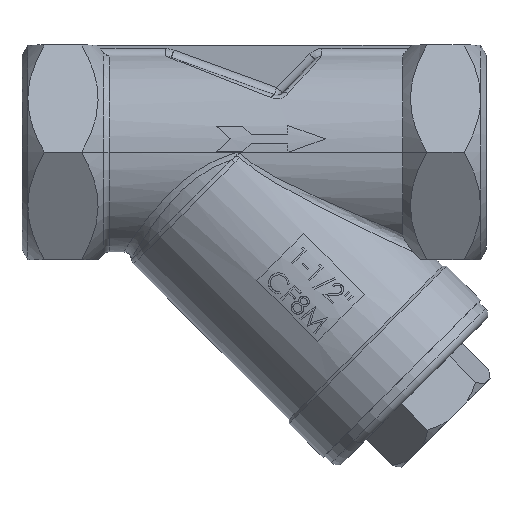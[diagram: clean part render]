
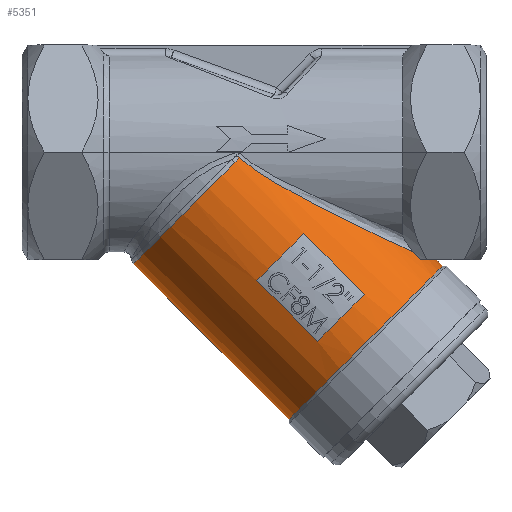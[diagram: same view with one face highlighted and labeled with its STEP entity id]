
A CAD part, top view. The second image highlights one B-rep face of the part: STEP entity #5351.
In plain terms, the highlighted cylindrical face has radius 27.75 mm (diameter 55.5 mm), a partial arc.
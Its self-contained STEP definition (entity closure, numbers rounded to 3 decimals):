
#25=(
BOUNDED_CURVE()
B_SPLINE_CURVE(3,(#14598,#14599,#14600,#14601),.UNSPECIFIED.,.F.,.F.)
B_SPLINE_CURVE_WITH_KNOTS((4,4),(2.688,3.142),
 .UNSPECIFIED.)
CURVE()
GEOMETRIC_REPRESENTATION_ITEM()
RATIONAL_B_SPLINE_CURVE((1.,0.983,0.983,1.))
REPRESENTATION_ITEM('')
);
#150=B_SPLINE_CURVE_WITH_KNOTS('',3,(#7304,#7305,#7306,#7307,#7308,#7309,
#7310,#7311),.UNSPECIFIED.,.F.,.F.,(4,2,2,4),(0.,0.,
0.001,0.002),.UNSPECIFIED.);
#195=B_SPLINE_CURVE_WITH_KNOTS('',3,(#11139,#11140,#11141,#11142,#11143,
#11144,#11145,#11146,#11147,#11148,#11149,#11150,#11151,#11152,#11153,#11154,
#11155,#11156,#11157,#11158,#11159,#11160,#11161,#11162,#11163,#11164,#11165,
#11166,#11167,#11168,#11169,#11170,#11171,#11172,#11173,#11174,#11175,#11176,
#11177,#11178,#11179),.UNSPECIFIED.,.F.,.F.,(4,1,1,1,1,1,1,1,1,1,1,1,1,
1,1,1,1,1,1,1,1,1,1,1,1,1,1,1,1,1,1,1,1,1,1,1,1,1,4),(0.,0.063,0.125,0.156,
0.188,0.219,0.234,0.242,0.25,0.258,0.266,0.281,0.313,
0.344,0.375,0.438,0.469,0.5,0.531,0.563,0.594,0.625,0.656,0.688,
0.719,0.734,0.75,0.766,0.781,0.797,0.813,0.828,0.844,
0.852,0.859,0.875,0.906,0.938,1.),.UNSPECIFIED.);
#431=B_SPLINE_CURVE_WITH_KNOTS('',3,(#15279,#15280,#15281,#15282),
 .UNSPECIFIED.,.F.,.F.,(4,4),(0.004,0.007),
 .UNSPECIFIED.);
#499=CYLINDRICAL_SURFACE('',#5759,27.75);
#663=CIRCLE('',#5477,27.75);
#724=CIRCLE('',#5644,27.75);
#726=CIRCLE('',#5647,27.75);
#767=CIRCLE('',#5760,27.75);
#2249=ORIENTED_EDGE('',*,*,#3141,.T.);
#2250=ORIENTED_EDGE('',*,*,#3115,.T.);
#2251=ORIENTED_EDGE('',*,*,#3050,.F.);
#2252=ORIENTED_EDGE('',*,*,#3110,.F.);
#2253=ORIENTED_EDGE('',*,*,#2567,.T.);
#2254=ORIENTED_EDGE('',*,*,#2455,.T.);
#2255=ORIENTED_EDGE('',*,*,#2452,.T.);
#2256=ORIENTED_EDGE('',*,*,#3116,.F.);
#2257=ORIENTED_EDGE('',*,*,#2970,.F.);
#2258=ORIENTED_EDGE('',*,*,#2967,.F.);
#2259=ORIENTED_EDGE('',*,*,#2961,.T.);
#2260=ORIENTED_EDGE('',*,*,#2965,.F.);
#2452=EDGE_CURVE('',#3208,#3210,#663,.T.);
#2455=EDGE_CURVE('',#3211,#3208,#150,.T.);
#2567=EDGE_CURVE('',#3292,#3211,#195,.T.);
#2961=EDGE_CURVE('',#3556,#3555,#3910,.T.);
#2965=EDGE_CURVE('',#3558,#3555,#724,.T.);
#2967=EDGE_CURVE('',#3556,#3560,#726,.T.);
#2970=EDGE_CURVE('',#3560,#3558,#3915,.T.);
#3050=EDGE_CURVE('',#3619,#3620,#25,.T.);
#3110=EDGE_CURVE('',#3292,#3619,#431,.T.);
#3115=EDGE_CURVE('',#3608,#3620,#3964,.T.);
#3116=EDGE_CURVE('',#3606,#3210,#3965,.T.);
#3141=EDGE_CURVE('',#3606,#3608,#767,.T.);
#3208=VERTEX_POINT('',#7272);
#3210=VERTEX_POINT('',#7276);
#3211=VERTEX_POINT('',#7298);
#3292=VERTEX_POINT('',#11180);
#3555=VERTEX_POINT('',#14225);
#3556=VERTEX_POINT('',#14227);
#3558=VERTEX_POINT('',#14233);
#3560=VERTEX_POINT('',#14239);
#3606=VERTEX_POINT('',#14492);
#3608=VERTEX_POINT('',#14495);
#3619=VERTEX_POINT('',#14597);
#3620=VERTEX_POINT('',#14602);
#3910=LINE('',#14226,#4232);
#3915=LINE('',#14243,#4237);
#3964=LINE('',#15291,#4286);
#3965=LINE('',#15292,#4287);
#4232=VECTOR('',#6536,1000.);
#4237=VECTOR('',#6555,1000.);
#4286=VECTOR('',#6750,1000.);
#4287=VECTOR('',#6751,1000.);
#4630=EDGE_LOOP('',(#2249,#2250,#2251,#2252,#2253,#2254,#2255,#2256));
#4631=EDGE_LOOP('',(#2257,#2258,#2259,#2260));
#4983=FACE_BOUND('',#4630,.T.);
#4984=FACE_BOUND('',#4631,.T.);
#5351=ADVANCED_FACE('',(#4983,#4984),#499,.T.);
#5477=AXIS2_PLACEMENT_3D('',#7277,#5984,#5985);
#5644=AXIS2_PLACEMENT_3D('',#14234,#6543,#6544);
#5647=AXIS2_PLACEMENT_3D('',#14238,#6549,#6550);
#5759=AXIS2_PLACEMENT_3D('',#15440,#6834,#6835);
#5760=AXIS2_PLACEMENT_3D('',#15441,#6836,#6837);
#5984=DIRECTION('',(0.707,-0.707,0.));
#5985=DIRECTION('',(0.707,0.707,0.));
#6536=DIRECTION('',(-0.707,0.707,0.));
#6543=DIRECTION('',(0.707,-0.707,0.));
#6544=DIRECTION('',(0.707,0.707,0.));
#6549=DIRECTION('',(-0.707,0.707,0.));
#6550=DIRECTION('',(-0.707,-0.707,0.));
#6555=DIRECTION('',(-0.707,0.707,0.));
#6750=DIRECTION('',(-0.707,0.707,0.));
#6751=DIRECTION('',(-0.707,0.707,0.));
#6834=DIRECTION('',(-0.707,0.707,0.));
#6835=DIRECTION('',(-0.707,-0.707,0.));
#6836=DIRECTION('',(-0.707,0.707,0.));
#6837=DIRECTION('',(-0.707,-0.707,0.));
#7272=CARTESIAN_POINT('',(-4.987,-2.657,26.291));
#7276=CARTESIAN_POINT('',(-30.887,-28.557,0.));
#7277=CARTESIAN_POINT('',(-11.265,-8.935,0.));
#7298=CARTESIAN_POINT('',(-4.018,-1.186,25.644));
#7304=CARTESIAN_POINT('',(-4.018,-1.186,25.644));
#7305=CARTESIAN_POINT('',(-4.056,-1.332,25.698));
#7306=CARTESIAN_POINT('',(-4.112,-1.472,25.754));
#7307=CARTESIAN_POINT('',(-4.247,-1.737,25.866));
#7308=CARTESIAN_POINT('',(-4.324,-1.862,25.921));
#7309=CARTESIAN_POINT('',(-4.578,-2.223,26.084));
#7310=CARTESIAN_POINT('',(-4.775,-2.445,26.19));
#7311=CARTESIAN_POINT('',(-4.987,-2.657,26.291));
#11139=CARTESIAN_POINT('',(40.754,-25.575,12.009));
#11140=CARTESIAN_POINT('',(40.057,-25.25,12.558));
#11141=CARTESIAN_POINT('',(38.562,-24.552,13.64));
#11142=CARTESIAN_POINT('',(36.447,-23.561,14.946));
#11143=CARTESIAN_POINT('',(34.608,-22.695,15.96));
#11144=CARTESIAN_POINT('',(33.155,-22.008,16.705));
#11145=CARTESIAN_POINT('',(31.887,-21.407,17.309));
#11146=CARTESIAN_POINT('',(30.96,-20.966,17.727));
#11147=CARTESIAN_POINT('',(30.434,-20.715,17.959));
#11148=CARTESIAN_POINT('',(29.998,-20.507,18.147));
#11149=CARTESIAN_POINT('',(29.699,-20.364,18.273));
#11150=CARTESIAN_POINT('',(29.25,-20.149,18.462));
#11151=CARTESIAN_POINT('',(28.479,-19.78,18.778));
#11152=CARTESIAN_POINT('',(27.346,-19.237,19.223));
#11153=CARTESIAN_POINT('',(25.961,-18.568,19.737));
#11154=CARTESIAN_POINT('',(24.073,-17.652,20.399));
#11155=CARTESIAN_POINT('',(22.121,-16.696,21.026));
#11156=CARTESIAN_POINT('',(20.126,-15.706,21.614));
#11157=CARTESIAN_POINT('',(18.562,-14.924,22.047));
#11158=CARTESIAN_POINT('',(17.117,-14.194,22.424));
#11159=CARTESIAN_POINT('',(15.651,-13.446,22.786));
#11160=CARTESIAN_POINT('',(14.19,-12.692,23.125));
#11161=CARTESIAN_POINT('',(12.771,-11.949,23.435));
#11162=CARTESIAN_POINT('',(11.228,-11.129,23.752));
#11163=CARTESIAN_POINT('',(9.767,-10.337,24.031));
#11164=CARTESIAN_POINT('',(8.581,-9.682,24.243));
#11165=CARTESIAN_POINT('',(7.64,-9.153,24.402));
#11166=CARTESIAN_POINT('',(6.987,-8.781,24.509));
#11167=CARTESIAN_POINT('',(6.182,-8.317,24.636));
#11168=CARTESIAN_POINT('',(5.444,-7.885,24.746));
#11169=CARTESIAN_POINT('',(4.716,-7.451,24.851));
#11170=CARTESIAN_POINT('',(4.012,-7.024,24.947));
#11171=CARTESIAN_POINT('',(3.329,-6.602,25.036));
#11172=CARTESIAN_POINT('',(2.778,-6.255,25.104));
#11173=CARTESIAN_POINT('',(2.349,-5.98,25.156));
#11174=CARTESIAN_POINT('',(1.777,-5.609,25.221));
#11175=CARTESIAN_POINT('',(0.876,-5.011,25.319));
#11176=CARTESIAN_POINT('',(-0.369,-4.147,25.438));
#11177=CARTESIAN_POINT('',(-2.169,-2.805,25.577));
#11178=CARTESIAN_POINT('',(-3.331,-1.825,25.63));
#11179=CARTESIAN_POINT('',(-4.018,-1.186,25.644));
#11180=CARTESIAN_POINT('',(40.754,-25.575,12.009));
#14225=CARTESIAN_POINT('',(0.66,-32.88,26.416));
#14226=CARTESIAN_POINT('',(-26.21,-6.01,26.416));
#14227=CARTESIAN_POINT('',(16.216,-48.437,26.416));
#14233=CARTESIAN_POINT('',(12.68,-20.86,26.416));
#14234=CARTESIAN_POINT('',(6.67,-26.87,0.));
#14238=CARTESIAN_POINT('',(22.226,-42.426,0.));
#14239=CARTESIAN_POINT('',(28.237,-36.416,26.416));
#14243=CARTESIAN_POINT('',(-14.19,6.01,26.416));
#14492=CARTESIAN_POINT('',(8.968,-68.413,0.));
#14495=CARTESIAN_POINT('',(48.213,-29.168,0.));
#14597=CARTESIAN_POINT('',(42.571,-27.5,12.167));
#14598=CARTESIAN_POINT('',(42.571,-27.5,12.167));
#14599=CARTESIAN_POINT('',(45.197,-27.5,8.361));
#14600=CARTESIAN_POINT('',(46.544,-27.5,4.235));
#14601=CARTESIAN_POINT('',(46.544,-27.5,0.));
#14602=CARTESIAN_POINT('',(46.544,-27.5,0.));
#15279=CARTESIAN_POINT('',(40.754,-25.575,12.009));
#15280=CARTESIAN_POINT('',(41.359,-26.217,12.064));
#15281=CARTESIAN_POINT('',(41.965,-26.859,12.117));
#15282=CARTESIAN_POINT('',(42.571,-27.5,12.167));
#15291=CARTESIAN_POINT('',(-0.578,19.622,0.));
#15292=CARTESIAN_POINT('',(-39.822,-19.622,0.));
#15440=CARTESIAN_POINT('',(-20.2,0.,0.));
#15441=CARTESIAN_POINT('',(28.59,-48.79,0.));
